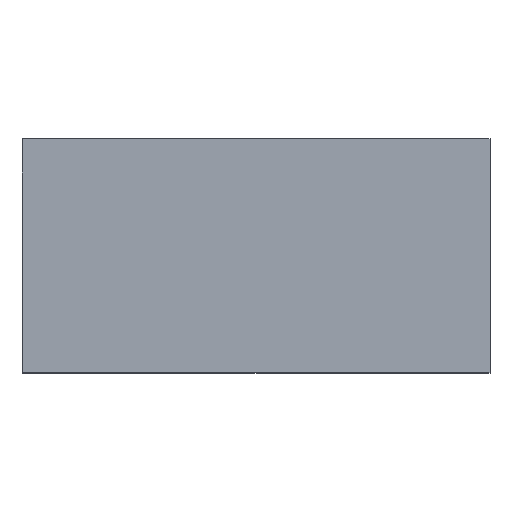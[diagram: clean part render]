
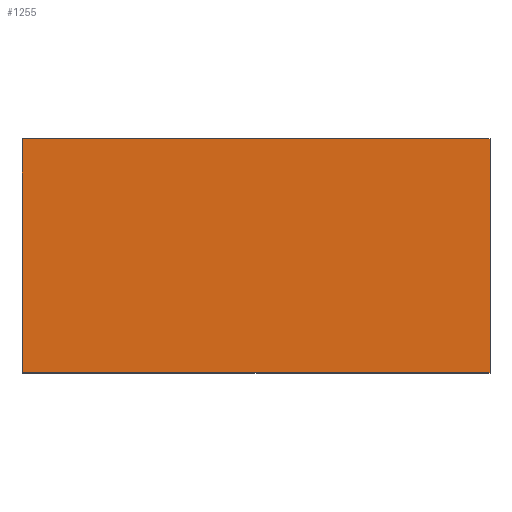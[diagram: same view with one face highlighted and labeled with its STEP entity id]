
A CAD part, top view. The second image highlights one B-rep face of the part: STEP entity #1255.
In plain terms, the highlighted planar face has unit normal (0, 0, 1).
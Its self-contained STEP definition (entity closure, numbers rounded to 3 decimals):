
#190 = DIRECTION ( 'NONE',  ( 1., 0., 0. ) ) ;
#247 = VECTOR ( 'NONE', #753, 1000. ) ;
#277 = ORIENTED_EDGE ( 'NONE', *, *, #1138, .T. ) ;
#282 = ORIENTED_EDGE ( 'NONE', *, *, #561, .T. ) ;
#408 = DIRECTION ( 'NONE',  ( 0., 0., 1. ) ) ;
#474 = VECTOR ( 'NONE', #1594, 1000. ) ;
#547 = CARTESIAN_POINT ( 'NONE',  ( -0.5, 0., 0.32 ) ) ;
#561 = EDGE_CURVE ( 'NONE', #1956, #1809, #968, .T. ) ;
#606 = EDGE_CURVE ( 'NONE', #1809, #694, #739, .T. ) ;
#664 = EDGE_LOOP ( 'NONE', ( #282, #1001, #2006, #277 ) ) ;
#694 = VERTEX_POINT ( 'NONE', #1748 ) ;
#730 = CARTESIAN_POINT ( 'NONE',  ( 0.5, 0., 0.32 ) ) ;
#739 = LINE ( 'NONE', #547, #247 ) ;
#743 = CARTESIAN_POINT ( 'NONE',  ( 0., -0.25, 0.32 ) ) ;
#753 = DIRECTION ( 'NONE',  ( 0., -1., 0. ) ) ;
#823 = AXIS2_PLACEMENT_3D ( 'NONE', #948, #408, #1681 ) ;
#914 = DIRECTION ( 'NONE',  ( 0., 1., 0. ) ) ;
#948 = CARTESIAN_POINT ( 'NONE',  ( -0.5, -0.25, 0.32 ) ) ;
#968 = LINE ( 'NONE', #1078, #474 ) ;
#1001 = ORIENTED_EDGE ( 'NONE', *, *, #606, .T. ) ;
#1078 = CARTESIAN_POINT ( 'NONE',  ( 0., 0.25, 0.32 ) ) ;
#1138 = EDGE_CURVE ( 'NONE', #1351, #1956, #2149, .T. ) ;
#1177 = VECTOR ( 'NONE', #914, 1000. ) ;
#1180 = EDGE_CURVE ( 'NONE', #694, #1351, #1691, .T. ) ;
#1202 = VECTOR ( 'NONE', #190, 1000. ) ;
#1255 = ADVANCED_FACE ( 'NONE', ( #1365 ), #1518, .T. ) ;
#1301 = CARTESIAN_POINT ( 'NONE',  ( -0.5, 0.25, 0.32 ) ) ;
#1351 = VERTEX_POINT ( 'NONE', #1535 ) ;
#1365 = FACE_OUTER_BOUND ( 'NONE', #664, .T. ) ;
#1518 = PLANE ( 'NONE',  #823 ) ;
#1535 = CARTESIAN_POINT ( 'NONE',  ( 0.5, -0.25, 0.32 ) ) ;
#1594 = DIRECTION ( 'NONE',  ( -1., 0., 0. ) ) ;
#1681 = DIRECTION ( 'NONE',  ( 1., 0., 0. ) ) ;
#1691 = LINE ( 'NONE', #743, #1202 ) ;
#1748 = CARTESIAN_POINT ( 'NONE',  ( -0.5, -0.25, 0.32 ) ) ;
#1809 = VERTEX_POINT ( 'NONE', #1301 ) ;
#1849 = CARTESIAN_POINT ( 'NONE',  ( 0.5, 0.25, 0.32 ) ) ;
#1956 = VERTEX_POINT ( 'NONE', #1849 ) ;
#2006 = ORIENTED_EDGE ( 'NONE', *, *, #1180, .T. ) ;
#2149 = LINE ( 'NONE', #730, #1177 ) ;
